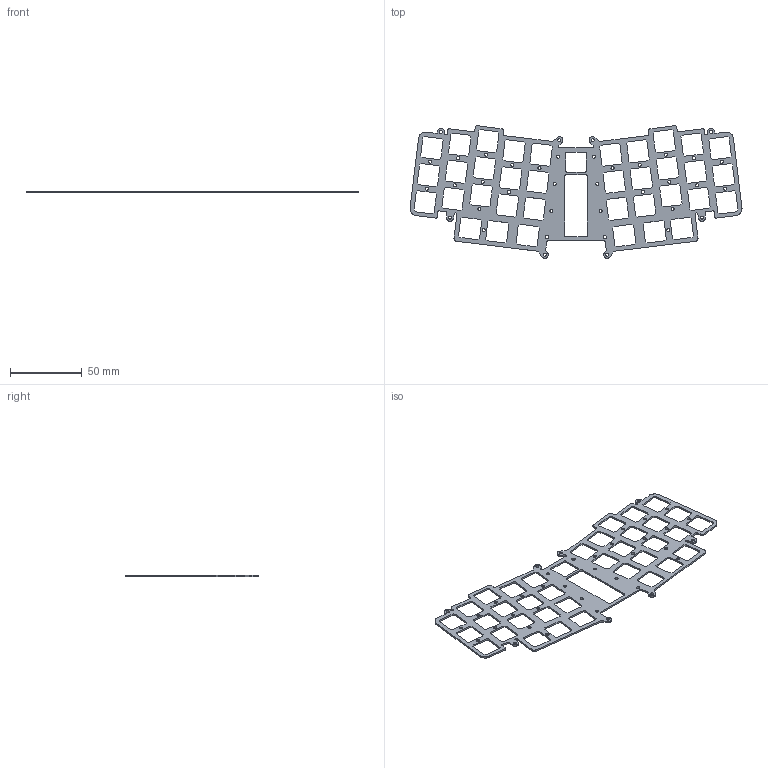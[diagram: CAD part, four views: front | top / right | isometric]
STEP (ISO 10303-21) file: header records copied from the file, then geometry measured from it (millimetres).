
FILE_DESCRIPTION(('KiCad electronic assembly'),'2;1');
FILE_NAME('le_capybara_plate_3dp.step','2024-02-05T16:45:33',('Pcbnew'), ('Kicad'),'Open CASCADE STEP processor 7.7','KiCad to STEP converter', 'Unknown');
FILE_SCHEMA(('AUTOMOTIVE_DESIGN { 1 0 10303 214 1 1 1 1 }'));
Length unit declared in the file: millimetre
Products named in the file (2): le_capybara_plate_3dp 1; _autosave-plate_3_thumbs PCB
Assembly tree (1 placements, depth 2):
  le_capybara_plate_3dp 1
    _autosave-plate_3_thumbs PCB
Bounding box: 231.63 x 92.48 x 1.18 mm (x, y, z)
Volume: 9172.9 mm3; surface area: 19253.3 mm2
Topology: 1 solids, 1 shells, 989 faces, 2961 edges, 1974 vertices
Faces by surface type: plane 951, cylinder 38
Full cylindrical faces by diameter (mm): 2.1 x8, 2.2 x30
Entity records: 71743 total; most frequent: CARTESIAN_POINT 12304, DIRECTION 10865, LINE 8731, VECTOR 8731, ORIENTED_EDGE 5922, PCURVE 5922, DEFINITIONAL_REPRESENTATION 5922, EDGE_CURVE 2961
